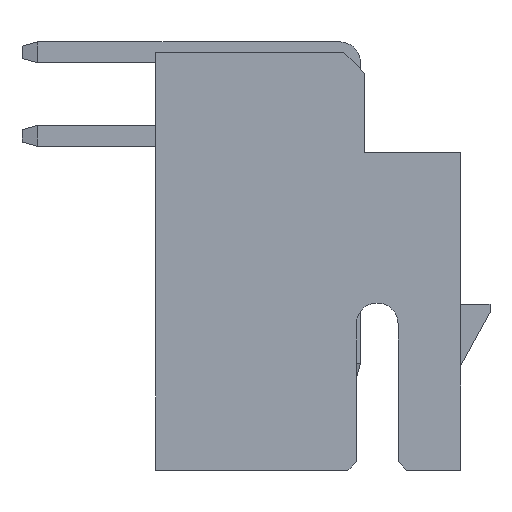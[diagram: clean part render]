
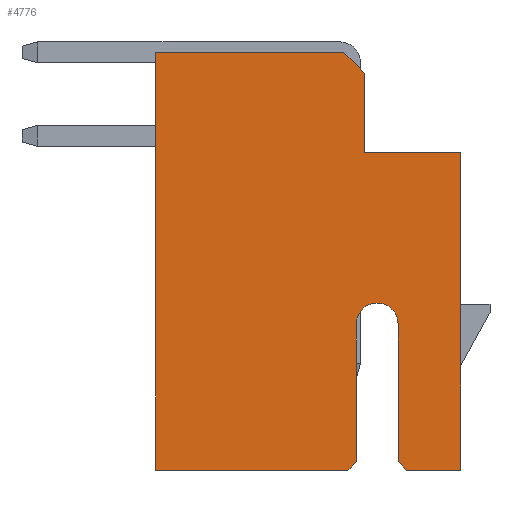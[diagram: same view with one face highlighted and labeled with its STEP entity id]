
A CAD part, left-side view. The second image highlights one B-rep face of the part: STEP entity #4776.
In plain terms, the highlighted planar face has unit normal (-1, 0, 0).
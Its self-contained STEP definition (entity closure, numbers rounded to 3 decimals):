
#43 = EDGE_CURVE ( 'NONE', #2464, #5268, #8032, .T. ) ;
#51 = VERTEX_POINT ( 'NONE', #7939 ) ;
#68 = DIRECTION ( 'NONE',  ( 1., 0., 0. ) ) ;
#85 = CARTESIAN_POINT ( 'NONE',  ( -10., -3.65, 7.6 ) ) ;
#363 = CARTESIAN_POINT ( 'NONE',  ( -10., -1.35, 10. ) ) ;
#488 = EDGE_CURVE ( 'NONE', #1166, #51, #4508, .T. ) ;
#575 = EDGE_CURVE ( 'NONE', #6059, #2367, #1319, .T. ) ;
#702 = CIRCLE ( 'NONE', #8208, 0.5 ) ;
#776 = CARTESIAN_POINT ( 'NONE',  ( -10., -2.15, 0. ) ) ;
#783 = VECTOR ( 'NONE', #3215, 1000. ) ;
#804 = VERTEX_POINT ( 'NONE', #8679 ) ;
#834 = ORIENTED_EDGE ( 'NONE', *, *, #4302, .T. ) ;
#838 = CARTESIAN_POINT ( 'NONE',  ( -10., -2.15, 0.2 ) ) ;
#858 = VERTEX_POINT ( 'NONE', #1678 ) ;
#902 = VECTOR ( 'NONE', #6244, 1000. ) ;
#1094 = EDGE_CURVE ( 'NONE', #7864, #4850, #2225, .T. ) ;
#1165 = CARTESIAN_POINT ( 'NONE',  ( -10., -1.35, 10. ) ) ;
#1166 = VERTEX_POINT ( 'NONE', #838 ) ;
#1203 = VECTOR ( 'NONE', #6756, 1000. ) ;
#1250 = DIRECTION ( 'NONE',  ( 0., -1., 0. ) ) ;
#1315 = VERTEX_POINT ( 'NONE', #4747 ) ;
#1319 = LINE ( 'NONE', #363, #902 ) ;
#1327 = VERTEX_POINT ( 'NONE', #1984 ) ;
#1330 = CARTESIAN_POINT ( 'NONE',  ( -10., 3.65, 7.6 ) ) ;
#1550 = EDGE_CURVE ( 'NONE', #7864, #1315, #702, .T. ) ;
#1678 = CARTESIAN_POINT ( 'NONE',  ( -10., -0.85, 10. ) ) ;
#1727 = LINE ( 'NONE', #7483, #783 ) ;
#1894 = CARTESIAN_POINT ( 'NONE',  ( -10., -1.35, 9.5 ) ) ;
#1984 = CARTESIAN_POINT ( 'NONE',  ( -10., 3.65, 10. ) ) ;
#2053 = ORIENTED_EDGE ( 'NONE', *, *, #2866, .T. ) ;
#2225 = LINE ( 'NONE', #4167, #7189 ) ;
#2246 = CARTESIAN_POINT ( 'NONE',  ( -10., -1.65, 3.5 ) ) ;
#2351 = ORIENTED_EDGE ( 'NONE', *, *, #1550, .T. ) ;
#2367 = VERTEX_POINT ( 'NONE', #4137 ) ;
#2394 = LINE ( 'NONE', #2534, #5470 ) ;
#2464 = VERTEX_POINT ( 'NONE', #85 ) ;
#2534 = CARTESIAN_POINT ( 'NONE',  ( -10., -3.65, 7.6 ) ) ;
#2675 = EDGE_CURVE ( 'NONE', #2367, #2464, #2394, .T. ) ;
#2682 = ORIENTED_EDGE ( 'NONE', *, *, #43, .F. ) ;
#2752 = EDGE_CURVE ( 'NONE', #1327, #4487, #5469, .T. ) ;
#2866 = EDGE_CURVE ( 'NONE', #1166, #5161, #3586, .T. ) ;
#2926 = AXIS2_PLACEMENT_3D ( 'NONE', #4429, #68, #5625 ) ;
#2953 = CARTESIAN_POINT ( 'NONE',  ( -10., -2.15, 0.2 ) ) ;
#2993 = DIRECTION ( 'NONE',  ( 0., -0.707, -0.707 ) ) ;
#3215 = DIRECTION ( 'NONE',  ( 0., -0.707, 0.707 ) ) ;
#3329 = ORIENTED_EDGE ( 'NONE', *, *, #488, .F. ) ;
#3411 = VECTOR ( 'NONE', #5780, 1000. ) ;
#3459 = DIRECTION ( 'NONE',  ( 0., -1., 0. ) ) ;
#3586 = LINE ( 'NONE', #2953, #7532 ) ;
#3605 = CARTESIAN_POINT ( 'NONE',  ( -10., -1.15, 0.2 ) ) ;
#3657 = FACE_OUTER_BOUND ( 'NONE', #4083, .T. ) ;
#3773 = CARTESIAN_POINT ( 'NONE',  ( -10., -3.65, 0. ) ) ;
#4073 = EDGE_CURVE ( 'NONE', #5161, #5268, #7734, .T. ) ;
#4083 = EDGE_LOOP ( 'NONE', ( #4856, #834, #4176, #8797, #7027, #9020, #8565, #2351, #5162, #3329, #2053, #5751, #2682, #6615 ) ) ;
#4137 = CARTESIAN_POINT ( 'NONE',  ( -10., -1.35, 7.6 ) ) ;
#4167 = CARTESIAN_POINT ( 'NONE',  ( -10., -1.15, 0. ) ) ;
#4176 = ORIENTED_EDGE ( 'NONE', *, *, #4517, .F. ) ;
#4302 = EDGE_CURVE ( 'NONE', #6059, #858, #6844, .T. ) ;
#4364 = DIRECTION ( 'NONE',  ( 0., 0., -1. ) ) ;
#4423 = DIRECTION ( 'NONE',  ( 0., -1., 0. ) ) ;
#4429 = CARTESIAN_POINT ( 'NONE',  ( -10., -3.65, 7.6 ) ) ;
#4486 = CIRCLE ( 'NONE', #7132, 0.5 ) ;
#4487 = VERTEX_POINT ( 'NONE', #7477 ) ;
#4508 = LINE ( 'NONE', #776, #7223 ) ;
#4517 = EDGE_CURVE ( 'NONE', #1327, #858, #8855, .T. ) ;
#4530 = DIRECTION ( 'NONE',  ( 0., -1., 0. ) ) ;
#4747 = CARTESIAN_POINT ( 'NONE',  ( -10., -1.65, 4. ) ) ;
#4776 = ADVANCED_FACE ( 'NONE', ( #3657 ), #5025, .F. ) ;
#4850 = VERTEX_POINT ( 'NONE', #3605 ) ;
#4856 = ORIENTED_EDGE ( 'NONE', *, *, #575, .F. ) ;
#5025 = PLANE ( 'NONE',  #2926 ) ;
#5052 = DIRECTION ( 'NONE',  ( 1., 0., 0. ) ) ;
#5161 = VERTEX_POINT ( 'NONE', #5187 ) ;
#5162 = ORIENTED_EDGE ( 'NONE', *, *, #7499, .T. ) ;
#5187 = CARTESIAN_POINT ( 'NONE',  ( -10., -2.35, 0. ) ) ;
#5252 = VECTOR ( 'NONE', #4530, 1000. ) ;
#5268 = VERTEX_POINT ( 'NONE', #3773 ) ;
#5469 = LINE ( 'NONE', #1330, #1203 ) ;
#5470 = VECTOR ( 'NONE', #4423, 1000. ) ;
#5580 = CARTESIAN_POINT ( 'NONE',  ( -10., -3.65, 0. ) ) ;
#5625 = DIRECTION ( 'NONE',  ( 0., 0., -1. ) ) ;
#5751 = ORIENTED_EDGE ( 'NONE', *, *, #4073, .T. ) ;
#5780 = DIRECTION ( 'NONE',  ( 0., 0., -1. ) ) ;
#6059 = VERTEX_POINT ( 'NONE', #1894 ) ;
#6244 = DIRECTION ( 'NONE',  ( 0., 0., -1. ) ) ;
#6506 = CARTESIAN_POINT ( 'NONE',  ( -10., -3.65, 7.6 ) ) ;
#6590 = CARTESIAN_POINT ( 'NONE',  ( -10., -1.15, 3.5 ) ) ;
#6615 = ORIENTED_EDGE ( 'NONE', *, *, #2675, .F. ) ;
#6666 = VECTOR ( 'NONE', #3459, 1000. ) ;
#6707 = DIRECTION ( 'NONE',  ( 0., 0.707, 0.707 ) ) ;
#6736 = EDGE_CURVE ( 'NONE', #804, #4850, #1727, .T. ) ;
#6756 = DIRECTION ( 'NONE',  ( 0., 0., -1. ) ) ;
#6844 = LINE ( 'NONE', #7402, #8928 ) ;
#7027 = ORIENTED_EDGE ( 'NONE', *, *, #8142, .T. ) ;
#7132 = AXIS2_PLACEMENT_3D ( 'NONE', #2246, #5052, #4364 ) ;
#7189 = VECTOR ( 'NONE', #8398, 1000. ) ;
#7223 = VECTOR ( 'NONE', #7265, 1000. ) ;
#7265 = DIRECTION ( 'NONE',  ( 0., 0., 1. ) ) ;
#7402 = CARTESIAN_POINT ( 'NONE',  ( -10., -0.85, 10. ) ) ;
#7477 = CARTESIAN_POINT ( 'NONE',  ( -10., 3.65, 0. ) ) ;
#7483 = CARTESIAN_POINT ( 'NONE',  ( -10., -0.95, 0. ) ) ;
#7499 = EDGE_CURVE ( 'NONE', #1315, #51, #4486, .T. ) ;
#7532 = VECTOR ( 'NONE', #2993, 1000. ) ;
#7561 = LINE ( 'NONE', #5580, #8614 ) ;
#7734 = LINE ( 'NONE', #7776, #6666 ) ;
#7776 = CARTESIAN_POINT ( 'NONE',  ( -10., -3.65, 0. ) ) ;
#7864 = VERTEX_POINT ( 'NONE', #6590 ) ;
#7939 = CARTESIAN_POINT ( 'NONE',  ( -10., -2.15, 3.5 ) ) ;
#8032 = LINE ( 'NONE', #6506, #3411 ) ;
#8142 = EDGE_CURVE ( 'NONE', #4487, #804, #7561, .T. ) ;
#8208 = AXIS2_PLACEMENT_3D ( 'NONE', #9073, #9030, #8344 ) ;
#8344 = DIRECTION ( 'NONE',  ( 0., 0., -1. ) ) ;
#8398 = DIRECTION ( 'NONE',  ( 0., 0., -1. ) ) ;
#8565 = ORIENTED_EDGE ( 'NONE', *, *, #1094, .F. ) ;
#8614 = VECTOR ( 'NONE', #1250, 1000. ) ;
#8679 = CARTESIAN_POINT ( 'NONE',  ( -10., -0.95, 0. ) ) ;
#8797 = ORIENTED_EDGE ( 'NONE', *, *, #2752, .T. ) ;
#8855 = LINE ( 'NONE', #1165, #5252 ) ;
#8928 = VECTOR ( 'NONE', #6707, 1000. ) ;
#9020 = ORIENTED_EDGE ( 'NONE', *, *, #6736, .T. ) ;
#9030 = DIRECTION ( 'NONE',  ( 1., 0., 0. ) ) ;
#9073 = CARTESIAN_POINT ( 'NONE',  ( -10., -1.65, 3.5 ) ) ;
